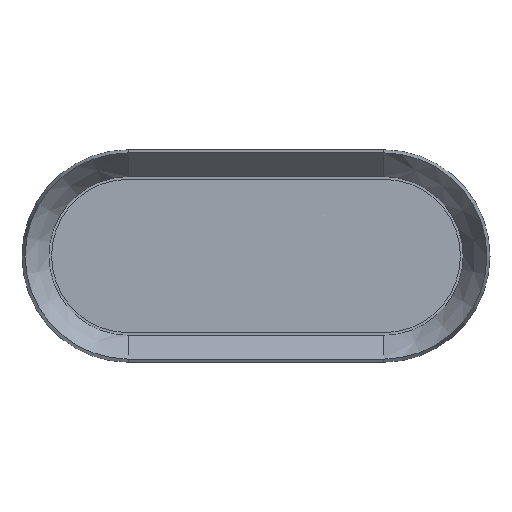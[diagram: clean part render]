
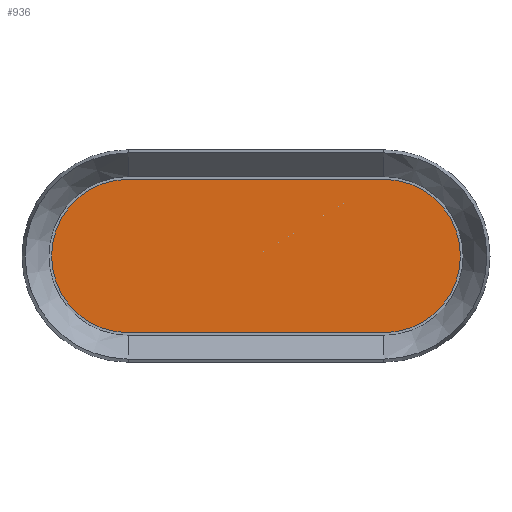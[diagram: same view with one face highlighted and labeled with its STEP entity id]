
A CAD part, front view. The second image highlights one B-rep face of the part: STEP entity #936.
In plain terms, the highlighted planar face has unit normal (0, -1, 0).
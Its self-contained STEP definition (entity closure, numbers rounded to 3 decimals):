
#106=LINE('',#1404,#162);
#109=LINE('',#1412,#165);
#162=VECTOR('',#1175,1000.);
#165=VECTOR('',#1184,1000.);
#347=ORIENTED_EDGE('',*,*,#436,.F.);
#348=ORIENTED_EDGE('',*,*,#442,.F.);
#349=ORIENTED_EDGE('',*,*,#440,.F.);
#350=ORIENTED_EDGE('',*,*,#438,.F.);
#436=EDGE_CURVE('',#495,#496,#106,.T.);
#438=EDGE_CURVE('',#496,#497,#521,.T.);
#440=EDGE_CURVE('',#497,#498,#109,.T.);
#442=EDGE_CURVE('',#498,#495,#522,.T.);
#495=VERTEX_POINT('',#1403);
#496=VERTEX_POINT('',#1405);
#497=VERTEX_POINT('',#1409);
#498=VERTEX_POINT('',#1413);
#521=CIRCLE('',#1002,5.7);
#522=CIRCLE('',#1005,5.7);
#562=EDGE_LOOP('',(#347,#348,#349,#350));
#602=FACE_BOUND('',#562,.T.);
#623=PLANE('',#1006);
#936=ADVANCED_FACE('',(#602),#623,.F.);
#1002=AXIS2_PLACEMENT_3D('',#1408,#1179,#1180);
#1005=AXIS2_PLACEMENT_3D('',#1416,#1188,#1189);
#1006=AXIS2_PLACEMENT_3D('',#1417,#1190,#1191);
#1175=DIRECTION('',(-1.,0.,0.));
#1179=DIRECTION('',(0.,1.,0.));
#1180=DIRECTION('',(1.,0.,0.));
#1184=DIRECTION('',(1.,0.,0.));
#1188=DIRECTION('',(0.,1.,0.));
#1189=DIRECTION('',(1.,0.,0.));
#1190=DIRECTION('',(0.,1.,0.));
#1191=DIRECTION('',(0.,0.,1.));
#1403=CARTESIAN_POINT('',(9.5,1.9,-5.7));
#1404=CARTESIAN_POINT('',(9.5,1.9,-5.7));
#1405=CARTESIAN_POINT('',(-9.5,1.9,-5.7));
#1408=CARTESIAN_POINT('',(-9.5,1.9,0.));
#1409=CARTESIAN_POINT('',(-9.5,1.9,5.7));
#1412=CARTESIAN_POINT('',(-9.5,1.9,5.7));
#1413=CARTESIAN_POINT('',(9.5,1.9,5.7));
#1416=CARTESIAN_POINT('',(9.5,1.9,0.));
#1417=CARTESIAN_POINT('',(-9.5,1.9,0.));
